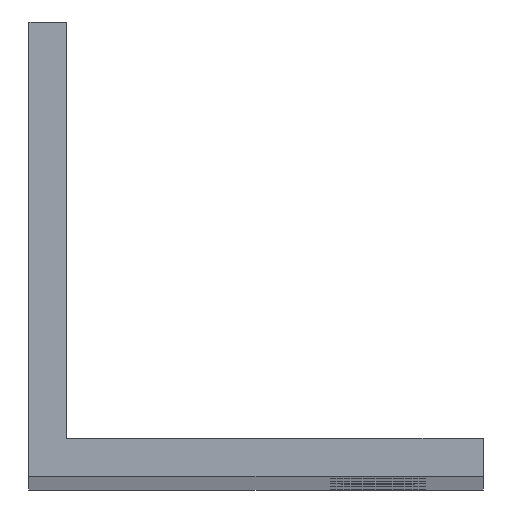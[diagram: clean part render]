
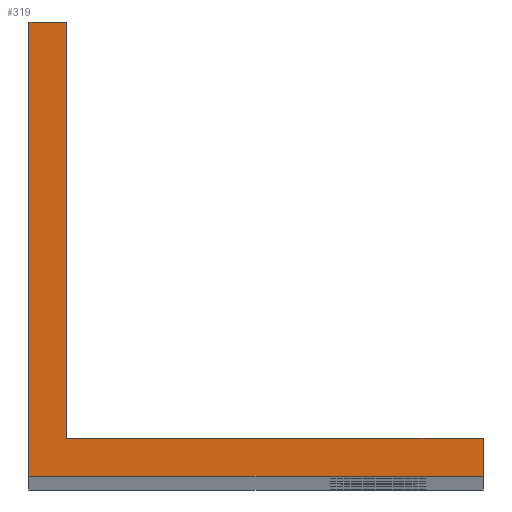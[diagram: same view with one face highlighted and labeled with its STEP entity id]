
A CAD part, top view. The second image highlights one B-rep face of the part: STEP entity #319.
In plain terms, the highlighted planar face has unit normal (0, 0, 1).
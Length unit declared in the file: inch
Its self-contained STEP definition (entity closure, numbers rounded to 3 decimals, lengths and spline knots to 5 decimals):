
#76=FACE_OUTER_BOUND('',#111,.T.);
#111=EDGE_LOOP('',(#280,#281,#282,#283,#284,#285));
#137=LINE('',#480,#155);
#139=LINE('',#502,#157);
#141=LINE('',#506,#159);
#143=LINE('',#510,#161);
#145=LINE('',#514,#163);
#147=LINE('',#535,#165);
#155=VECTOR('',#385,1.5);
#157=VECTOR('',#407,1.5);
#159=VECTOR('',#411,0.125);
#161=VECTOR('',#415,1.375);
#163=VECTOR('',#419,1.375);
#165=VECTOR('',#441,0.125);
#172=VERTEX_POINT('',#477);
#173=VERTEX_POINT('',#479);
#183=VERTEX_POINT('',#501);
#184=VERTEX_POINT('',#505);
#185=VERTEX_POINT('',#509);
#186=VERTEX_POINT('',#513);
#203=EDGE_CURVE('',#172,#173,#137,.T.);
#214=EDGE_CURVE('',#173,#183,#139,.T.);
#216=EDGE_CURVE('',#183,#184,#141,.T.);
#218=EDGE_CURVE('',#184,#185,#143,.T.);
#220=EDGE_CURVE('',#185,#186,#145,.T.);
#231=EDGE_CURVE('',#186,#172,#147,.T.);
#280=ORIENTED_EDGE('',*,*,#203,.F.);
#281=ORIENTED_EDGE('',*,*,#231,.F.);
#282=ORIENTED_EDGE('',*,*,#220,.F.);
#283=ORIENTED_EDGE('',*,*,#218,.F.);
#284=ORIENTED_EDGE('',*,*,#216,.F.);
#285=ORIENTED_EDGE('',*,*,#214,.F.);
#311=PLANE('',#362);
#319=ADVANCED_FACE('',(#76),#311,.T.);
#362=AXIS2_PLACEMENT_3D('',#536,#442,#443);
#385=DIRECTION('',(-1.,0.,0.));
#407=DIRECTION('',(0.,1.,0.));
#411=DIRECTION('',(1.,0.,0.));
#415=DIRECTION('',(0.,-1.,0.));
#419=DIRECTION('',(1.,0.,0.));
#441=DIRECTION('',(0.,-1.,0.));
#442=DIRECTION('center_axis',(0.,0.,1.));
#443=DIRECTION('ref_axis',(1.,0.,0.));
#477=CARTESIAN_POINT('',(1.5,0.,13.1875));
#479=CARTESIAN_POINT('',(0.,0.,13.1875));
#480=CARTESIAN_POINT('',(1.5,0.,13.1875));
#501=CARTESIAN_POINT('',(0.,1.5,13.1875));
#502=CARTESIAN_POINT('',(0.,0.,13.1875));
#505=CARTESIAN_POINT('',(0.125,1.5,13.1875));
#506=CARTESIAN_POINT('',(0.,1.5,13.1875));
#509=CARTESIAN_POINT('',(0.125,0.125,13.1875));
#510=CARTESIAN_POINT('',(0.125,1.5,13.1875));
#513=CARTESIAN_POINT('',(1.5,0.125,13.1875));
#514=CARTESIAN_POINT('',(0.125,0.125,13.1875));
#535=CARTESIAN_POINT('',(1.5,0.125,13.1875));
#536=CARTESIAN_POINT('Origin',(0.,0.,13.1875));
